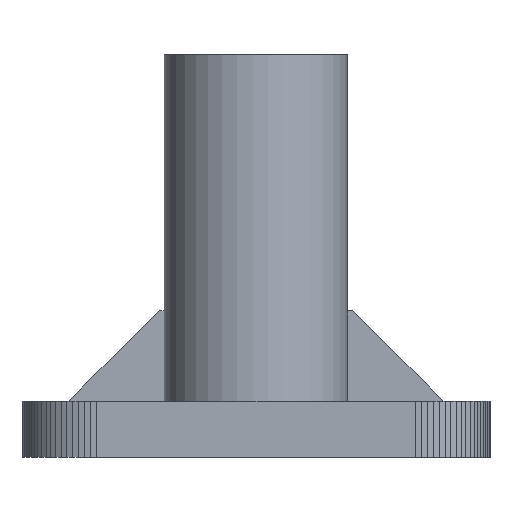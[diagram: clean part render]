
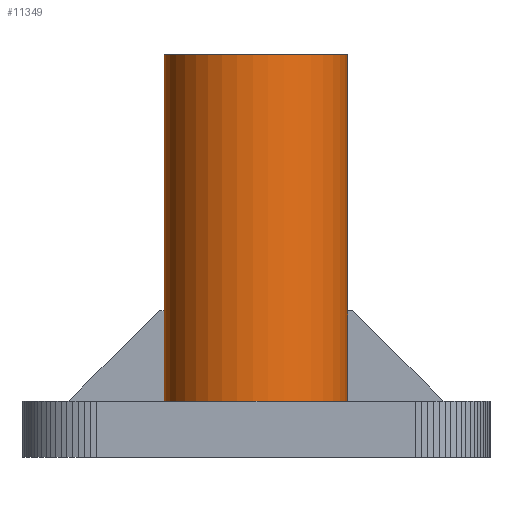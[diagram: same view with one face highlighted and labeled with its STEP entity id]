
A CAD part, left-side view. The second image highlights one B-rep face of the part: STEP entity #11349.
In plain terms, the highlighted cylindrical face has radius 9.8 mm (diameter 19.6 mm), a partial arc.
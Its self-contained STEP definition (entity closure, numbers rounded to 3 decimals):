
#314 = VECTOR ( 'NONE', #11992, 1000. ) ;
#449 = CARTESIAN_POINT ( 'NONE',  ( 110.2, 137.8, 7. ) ) ;
#505 = ORIENTED_EDGE ( 'NONE', *, *, #12170, .T. ) ;
#1453 = DIRECTION ( 'NONE',  ( 0., 0., 1. ) ) ;
#1593 = ORIENTED_EDGE ( 'NONE', *, *, #3691, .F. ) ;
#2568 = AXIS2_PLACEMENT_3D ( 'NONE', #11803, #1453, #8821 ) ;
#3691 = EDGE_CURVE ( 'NONE', #10604, #11466, #4907, .T. ) ;
#3737 = DIRECTION ( 'NONE',  ( 0., 0., 1. ) ) ;
#3890 = ORIENTED_EDGE ( 'NONE', *, *, #9199, .F. ) ;
#4068 = VERTEX_POINT ( 'NONE', #9874 ) ;
#4760 = CARTESIAN_POINT ( 'NONE',  ( 111.189, 118.25, -53.116 ) ) ;
#4907 = LINE ( 'NONE', #5874, #314 ) ;
#4975 = VECTOR ( 'NONE', #3737, 1000. ) ;
#5698 = DIRECTION ( 'NONE',  ( -1., 0., 0. ) ) ;
#5874 = CARTESIAN_POINT ( 'NONE',  ( 110.2, 137.8, -53.116 ) ) ;
#6587 = DIRECTION ( 'NONE',  ( 0., 0., 1. ) ) ;
#7094 = CIRCLE ( 'NONE', #11424, 9.8 ) ;
#7562 = EDGE_LOOP ( 'NONE', ( #505, #13036, #3890, #1593 ) ) ;
#7812 = CIRCLE ( 'NONE', #12579, 9.8 ) ;
#7816 = CARTESIAN_POINT ( 'NONE',  ( 110.2, 128., 44. ) ) ;
#7836 = VERTEX_POINT ( 'NONE', #8560 ) ;
#8131 = CARTESIAN_POINT ( 'NONE',  ( 110.2, 137.8, 44. ) ) ;
#8560 = CARTESIAN_POINT ( 'NONE',  ( 111.189, 118.25, 7. ) ) ;
#8594 = LINE ( 'NONE', #4760, #4975 ) ;
#8821 = DIRECTION ( 'NONE',  ( 1., 0., 0. ) ) ;
#8843 = CARTESIAN_POINT ( 'NONE',  ( 110.2, 128., 7. ) ) ;
#9199 = EDGE_CURVE ( 'NONE', #11466, #4068, #7094, .T. ) ;
#9630 = CYLINDRICAL_SURFACE ( 'NONE', #2568, 9.8 ) ;
#9874 = CARTESIAN_POINT ( 'NONE',  ( 111.189, 118.25, 44. ) ) ;
#10604 = VERTEX_POINT ( 'NONE', #449 ) ;
#11349 = ADVANCED_FACE ( 'NONE', ( #12897 ), #9630, .T. ) ;
#11385 = DIRECTION ( 'NONE',  ( 1., 0., 0. ) ) ;
#11424 = AXIS2_PLACEMENT_3D ( 'NONE', #7816, #13117, #11385 ) ;
#11466 = VERTEX_POINT ( 'NONE', #8131 ) ;
#11755 = EDGE_CURVE ( 'NONE', #7836, #4068, #8594, .T. ) ;
#11803 = CARTESIAN_POINT ( 'NONE',  ( 110.2, 128., -53.116 ) ) ;
#11992 = DIRECTION ( 'NONE',  ( 0., 0., 1. ) ) ;
#12170 = EDGE_CURVE ( 'NONE', #10604, #7836, #7812, .T. ) ;
#12579 = AXIS2_PLACEMENT_3D ( 'NONE', #8843, #6587, #5698 ) ;
#12897 = FACE_OUTER_BOUND ( 'NONE', #7562, .T. ) ;
#13036 = ORIENTED_EDGE ( 'NONE', *, *, #11755, .T. ) ;
#13117 = DIRECTION ( 'NONE',  ( 0., 0., 1. ) ) ;
